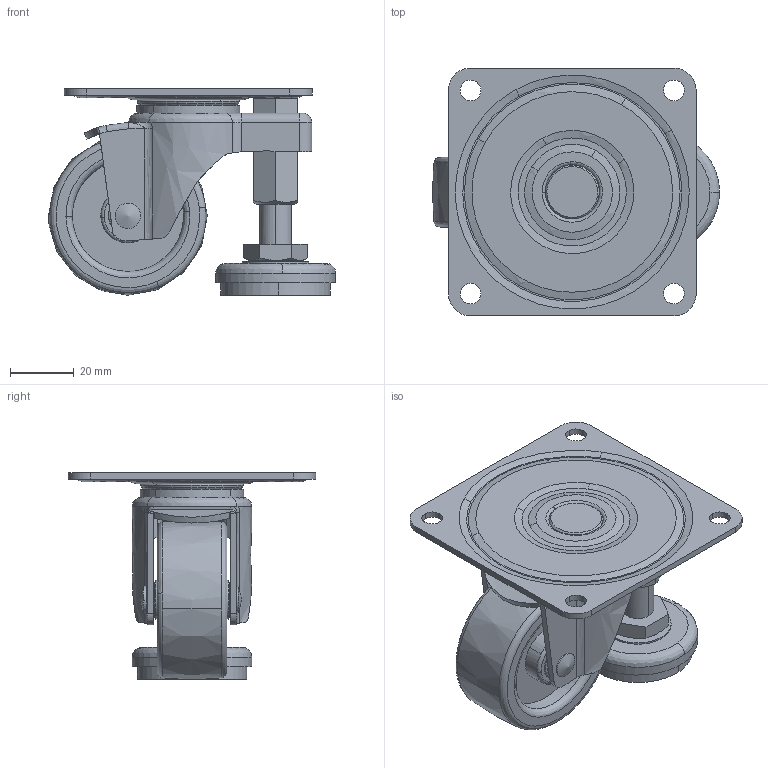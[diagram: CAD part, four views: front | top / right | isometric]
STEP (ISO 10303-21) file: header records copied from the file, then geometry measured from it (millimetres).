
FILE_DESCRIPTION((''),'2;1');
FILE_NAME('','2005-12-16T11:44:44',(''),(''),'','CADfix','');
FILE_SCHEMA(('AUTOMOTIVE_DESIGN'));
Length unit declared in the file: millimetre
Products named in the file (7): wheel; mounting plate; main shaft; foot; body; axle; No_103A_F_N_18014_36
Assembly tree (6 placements, depth 2):
  No_103A_F_N_18014_36
    wheel
    mounting plate
    main shaft
    foot
    body
    axle
Bounding box: 90.35 x 78 x 65 mm (x, y, z)
Volume: 79763.5 mm3; surface area: 40773.8 mm2
Topology: 6 solids, 6 shells, 330 faces, 1008 edges, 715 vertices
Faces by surface type: bspline 330
Entity records: 13165 total; most frequent: CARTESIAN_POINT 7589, ORIENTED_EDGE 2016, EDGE_CURVE 1008, VERTEX_POINT 715, EDGE_LOOP 375, QUASI_UNIFORM_CURVE 363, FACE_OUTER_BOUND 330, ADVANCED_FACE 330
